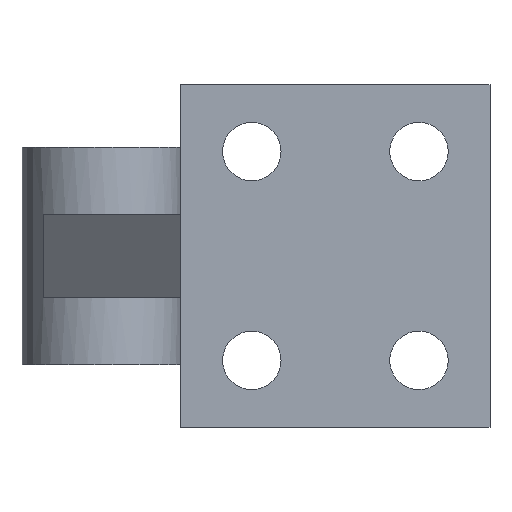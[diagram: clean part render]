
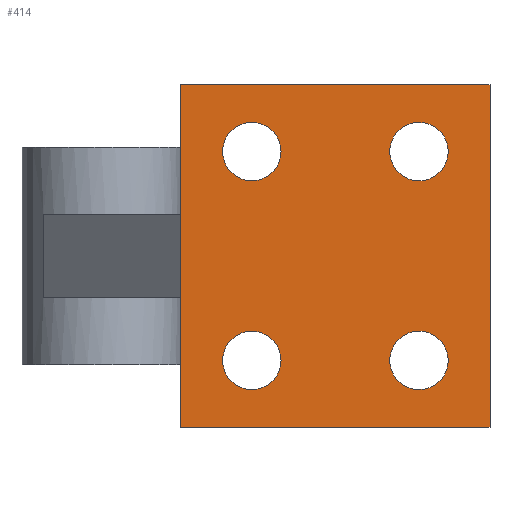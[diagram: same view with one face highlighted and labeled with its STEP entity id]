
A CAD part, front view. The second image highlights one B-rep face of the part: STEP entity #414.
In plain terms, the highlighted planar face has unit normal (0, -1, 0).
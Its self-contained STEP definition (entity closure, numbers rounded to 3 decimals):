
#68=CIRCLE('',#436,3.5);
#69=CIRCLE('',#437,3.5);
#70=CIRCLE('',#438,3.5);
#71=CIRCLE('',#439,3.5);
#85=VERTEX_POINT('',#556);
#86=VERTEX_POINT('',#558);
#92=VERTEX_POINT('',#579);
#93=VERTEX_POINT('',#580);
#96=VERTEX_POINT('',#589);
#97=VERTEX_POINT('',#590);
#98=VERTEX_POINT('',#592);
#99=VERTEX_POINT('',#593);
#100=VERTEX_POINT('',#595);
#101=VERTEX_POINT('',#596);
#102=VERTEX_POINT('',#598);
#103=VERTEX_POINT('',#599);
#126=VECTOR('',#468,1.);
#135=VECTOR('',#485,1.);
#140=VECTOR('',#499,1.);
#141=VECTOR('',#500,1.);
#156=LINE('',#557,#126);
#165=LINE('',#578,#135);
#170=LINE('',#600,#140);
#171=LINE('',#601,#141);
#186=EDGE_CURVE('',#86,#85,#156,.T.);
#197=EDGE_CURVE('',#92,#93,#165,.T.);
#202=EDGE_CURVE('',#96,#97,#68,.T.);
#203=EDGE_CURVE('',#97,#96,#68,.T.);
#204=EDGE_CURVE('',#98,#99,#69,.T.);
#205=EDGE_CURVE('',#99,#98,#69,.T.);
#206=EDGE_CURVE('',#100,#101,#70,.T.);
#207=EDGE_CURVE('',#101,#100,#70,.T.);
#208=EDGE_CURVE('',#102,#103,#71,.T.);
#209=EDGE_CURVE('',#103,#102,#71,.T.);
#210=EDGE_CURVE('',#85,#93,#170,.T.);
#211=EDGE_CURVE('',#86,#92,#171,.T.);
#264=ORIENTED_EDGE('',*,*,#202,.T.);
#265=ORIENTED_EDGE('',*,*,#203,.T.);
#266=ORIENTED_EDGE('',*,*,#204,.T.);
#267=ORIENTED_EDGE('',*,*,#205,.T.);
#268=ORIENTED_EDGE('',*,*,#206,.T.);
#269=ORIENTED_EDGE('',*,*,#207,.T.);
#270=ORIENTED_EDGE('',*,*,#208,.T.);
#271=ORIENTED_EDGE('',*,*,#209,.T.);
#272=ORIENTED_EDGE('',*,*,#186,.T.);
#273=ORIENTED_EDGE('',*,*,#210,.T.);
#274=ORIENTED_EDGE('',*,*,#197,.F.);
#275=ORIENTED_EDGE('',*,*,#211,.F.);
#354=EDGE_LOOP('',(#264,#265));
#355=EDGE_LOOP('',(#266,#267));
#356=EDGE_LOOP('',(#268,#269));
#357=EDGE_LOOP('',(#270,#271));
#358=EDGE_LOOP('',(#272,#273,#274,#275));
#384=FACE_BOUND('',#354,.T.);
#385=FACE_BOUND('',#355,.T.);
#386=FACE_BOUND('',#356,.T.);
#387=FACE_BOUND('',#357,.T.);
#388=FACE_BOUND('',#358,.T.);
#414=ADVANCED_FACE('',(#384,#385,#386,#387,#388),#652,.F.);
#435=AXIS2_PLACEMENT_3D('',#587,#490,$);
#436=AXIS2_PLACEMENT_3D('',#588,#491,#492);
#437=AXIS2_PLACEMENT_3D('',#591,#493,#494);
#438=AXIS2_PLACEMENT_3D('',#594,#495,#496);
#439=AXIS2_PLACEMENT_3D('',#597,#497,#498);
#468=DIRECTION('',(0.,0.,-1.));
#485=DIRECTION('',(0.,0.,-1.));
#490=DIRECTION('',(0.,1.,0.));
#491=DIRECTION('',(0.,1.,0.));
#492=DIRECTION('',(3.5,0.,0.));
#493=DIRECTION('',(0.,1.,0.));
#494=DIRECTION('',(3.5,0.,0.));
#495=DIRECTION('',(0.,1.,0.));
#496=DIRECTION('',(3.5,0.,0.));
#497=DIRECTION('',(0.,1.,0.));
#498=DIRECTION('',(3.5,0.,0.));
#499=DIRECTION('',(1.,0.,0.));
#500=DIRECTION('',(1.,0.,0.));
#556=CARTESIAN_POINT('',(9.5,-32.,-20.5));
#557=CARTESIAN_POINT('',(9.5,-32.,20.5));
#558=CARTESIAN_POINT('',(9.5,-32.,20.5));
#578=CARTESIAN_POINT('',(46.5,-32.,20.5));
#579=CARTESIAN_POINT('',(46.5,-32.,20.5));
#580=CARTESIAN_POINT('',(46.5,-32.,-20.5));
#587=CARTESIAN_POINT('',(9.5,-32.,5.));
#588=CARTESIAN_POINT('',(38.,-32.,12.5));
#589=CARTESIAN_POINT('',(41.5,-32.,12.5));
#590=CARTESIAN_POINT('',(38.,-32.,9.));
#591=CARTESIAN_POINT('',(18.,-32.,-12.5));
#592=CARTESIAN_POINT('',(21.5,-32.,-12.5));
#593=CARTESIAN_POINT('',(18.,-32.,-16.));
#594=CARTESIAN_POINT('',(38.,-32.,-12.5));
#595=CARTESIAN_POINT('',(41.5,-32.,-12.5));
#596=CARTESIAN_POINT('',(38.,-32.,-16.));
#597=CARTESIAN_POINT('',(18.,-32.,12.5));
#598=CARTESIAN_POINT('',(21.5,-32.,12.5));
#599=CARTESIAN_POINT('',(18.,-32.,9.));
#600=CARTESIAN_POINT('',(9.5,-32.,-20.5));
#601=CARTESIAN_POINT('',(9.5,-32.,20.5));
#652=PLANE('',#435);
